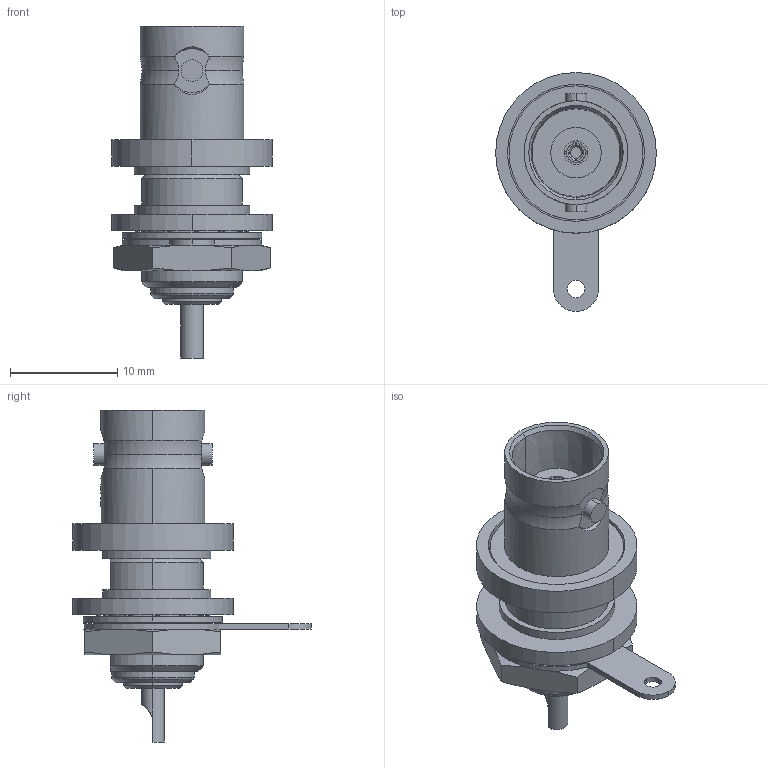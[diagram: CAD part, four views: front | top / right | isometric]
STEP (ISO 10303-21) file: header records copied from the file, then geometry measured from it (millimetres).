
FILE_DESCRIPTION (( 'STEP AP214' ), '1' );
FILE_NAME ('J01001F1222.STEP', '2018-07-12T09:45:22', ( '' ), ( '' ), 'SwSTEP 2.0', 'SolidWorks 2017', '' );
FILE_SCHEMA (( 'AUTOMOTIVE_DESIGN' ));
Length unit declared in the file: millimetre
Products named in the file (1): J01001F1222
Bounding box: 15 x 22.3 x 31 mm (x, y, z)
Volume: 2182 mm3; surface area: 2410.6 mm2
Topology: 3 solids, 3 shells, 279 faces, 677 edges, 426 vertices
Faces by surface type: plane 127, cylinder 64, cone 44, bspline 36, torus 8
Entity records: 11833 total; most frequent: CARTESIAN_POINT 2485, ORIENTED_EDGE 1350, DIRECTION 1199, EDGE_CURVE 675, VERTEX_POINT 426, AXIS2_PLACEMENT_3D 424, LINE 351, VECTOR 351
